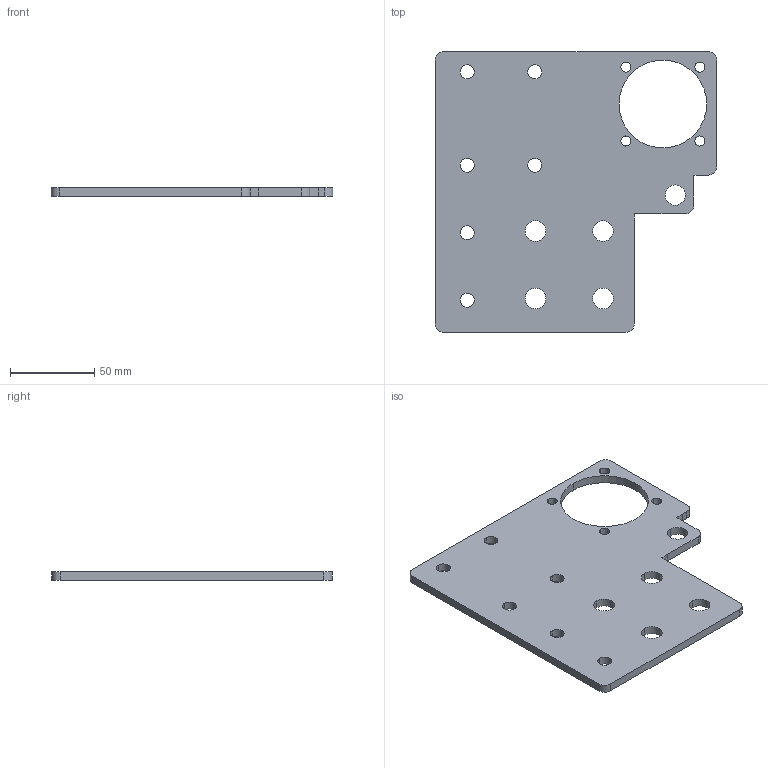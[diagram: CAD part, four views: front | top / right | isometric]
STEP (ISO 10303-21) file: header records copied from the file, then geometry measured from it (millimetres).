
FILE_DESCRIPTION(('FreeCAD Model'),'2;1');
FILE_NAME('Open CASCADE Shape Model','2024-10-19T18:20:12',('Author'),( ''),'Open CASCADE STEP processor 7.6','FreeCAD','Unknown');
FILE_SCHEMA(('AUTOMOTIVE_DESIGN { 1 0 10303 214 1 1 1 1 }'));
Length unit declared in the file: millimetre
Products named in the file (1): Extrusion
Bounding box: 167 x 166.31 x 5 mm (x, y, z)
Volume: 104195.7 mm3; surface area: 47884.4 mm2
Topology: 1 solids, 1 shells, 85 faces, 249 edges, 166 vertices
Faces by surface type: cylinder 70, plane 15
Entity records: 6226 total; most frequent: DIRECTION 1059, CARTESIAN_POINT 999, ORIENTED_EDGE 498, PCURVE 498, DEFINITIONAL_REPRESENTATION 498, LINE 467, VECTOR 467, CIRCLE 280
